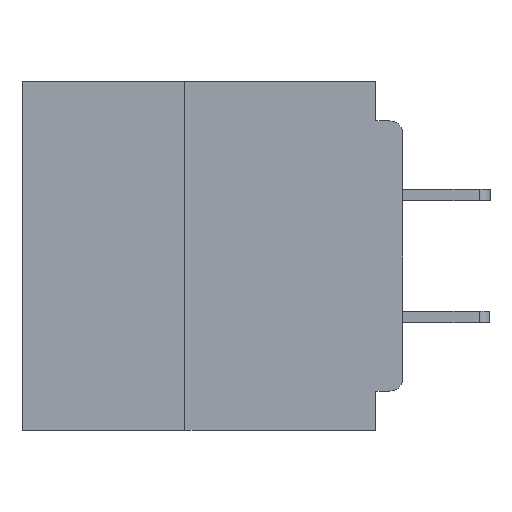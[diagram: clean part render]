
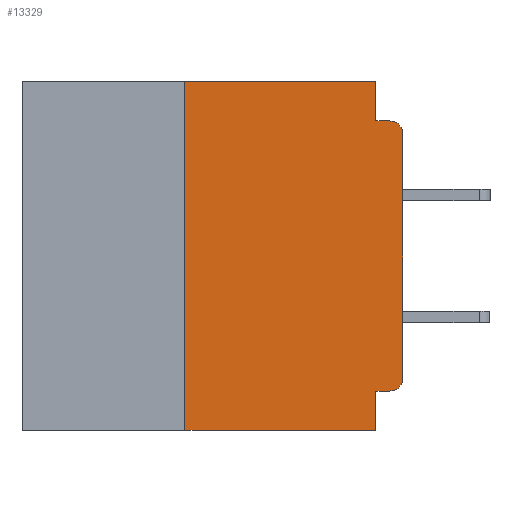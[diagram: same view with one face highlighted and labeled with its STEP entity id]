
A CAD part, left-side view. The second image highlights one B-rep face of the part: STEP entity #13329.
In plain terms, the highlighted planar face has unit normal (-1, 0, 0).
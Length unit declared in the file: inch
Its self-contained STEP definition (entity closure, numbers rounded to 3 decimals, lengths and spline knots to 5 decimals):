
#203 = CIRCLE ( 'NONE', #4697, 0.015 ) ;
#648 = VERTEX_POINT ( 'NONE', #48009 ) ;
#747 = CARTESIAN_POINT ( 'NONE',  ( 0., 0.25, 0. ) ) ;
#1263 = ORIENTED_EDGE ( 'NONE', *, *, #39124, .T. ) ;
#1403 = DIRECTION ( 'NONE',  ( 0., 0., -1. ) ) ;
#1614 = VECTOR ( 'NONE', #17393, 39.37008 ) ;
#2760 = VERTEX_POINT ( 'NONE', #747 ) ;
#3458 = ORIENTED_EDGE ( 'NONE', *, *, #13097, .F. ) ;
#3995 = LINE ( 'NONE', #13472, #1614 ) ;
#4676 = DIRECTION ( 'NONE',  ( 0., -1., 0. ) ) ;
#4697 = AXIS2_PLACEMENT_3D ( 'NONE', #46460, #24003, #1403 ) ;
#4747 = CARTESIAN_POINT ( 'NONE',  ( 0., 0.437, -0.4 ) ) ;
#4766 = CARTESIAN_POINT ( 'NONE',  ( 0., 0.031, 0. ) ) ;
#4945 = CARTESIAN_POINT ( 'NONE',  ( 0., 0., -0.355 ) ) ;
#4960 = ORIENTED_EDGE ( 'NONE', *, *, #45279, .T. ) ;
#5419 = CARTESIAN_POINT ( 'NONE',  ( 0., 0.25, -0.4 ) ) ;
#5557 = EDGE_CURVE ( 'NONE', #42547, #35173, #45976, .T. ) ;
#5644 = ORIENTED_EDGE ( 'NONE', *, *, #34256, .F. ) ;
#5772 = LINE ( 'NONE', #23422, #24598 ) ;
#5984 = PLANE ( 'NONE',  #6216 ) ;
#6216 = AXIS2_PLACEMENT_3D ( 'NONE', #32290, #36065, #13581 ) ;
#6336 = FACE_OUTER_BOUND ( 'NONE', #29854, .T. ) ;
#7101 = CARTESIAN_POINT ( 'NONE',  ( 0., 0.031, -0.045 ) ) ;
#8497 = DIRECTION ( 'NONE',  ( 0., -1., 0. ) ) ;
#9166 = DIRECTION ( 'NONE',  ( 0., 0., 1. ) ) ;
#9539 = DIRECTION ( 'NONE',  ( 0., 0., -1. ) ) ;
#10944 = VECTOR ( 'NONE', #31095, 39.37008 ) ;
#12311 = VERTEX_POINT ( 'NONE', #34196 ) ;
#12868 = CARTESIAN_POINT ( 'NONE',  ( 0., 0.015, -0.045 ) ) ;
#13097 = EDGE_CURVE ( 'NONE', #2760, #20732, #5772, .T. ) ;
#13329 = ADVANCED_FACE ( 'NONE', ( #6336 ), #5984, .F. ) ;
#13472 = CARTESIAN_POINT ( 'NONE',  ( 0., 0., -0.045 ) ) ;
#13581 = DIRECTION ( 'NONE',  ( 0., 0., -1. ) ) ;
#13823 = VERTEX_POINT ( 'NONE', #12868 ) ;
#14355 = CARTESIAN_POINT ( 'NONE',  ( 0., 0.031, 0. ) ) ;
#14357 = LINE ( 'NONE', #28472, #33138 ) ;
#15525 = EDGE_CURVE ( 'NONE', #648, #13823, #203, .T. ) ;
#16067 = VECTOR ( 'NONE', #31258, 39.37008 ) ;
#17334 = EDGE_CURVE ( 'NONE', #12311, #2760, #26093, .T. ) ;
#17393 = DIRECTION ( 'NONE',  ( 0., -1., 0. ) ) ;
#18388 = ORIENTED_EDGE ( 'NONE', *, *, #44159, .T. ) ;
#19083 = VECTOR ( 'NONE', #8497, 39.37008 ) ;
#20284 = ORIENTED_EDGE ( 'NONE', *, *, #15525, .T. ) ;
#20732 = VERTEX_POINT ( 'NONE', #14355 ) ;
#21946 = CARTESIAN_POINT ( 'NONE',  ( 0., 0.015, -0.34 ) ) ;
#23190 = DIRECTION ( 'NONE',  ( 0., 0., 1. ) ) ;
#23422 = CARTESIAN_POINT ( 'NONE',  ( 0., 0.437, 0. ) ) ;
#23554 = ORIENTED_EDGE ( 'NONE', *, *, #33121, .F. ) ;
#24003 = DIRECTION ( 'NONE',  ( -1., 0., 0. ) ) ;
#24598 = VECTOR ( 'NONE', #4676, 39.37008 ) ;
#25097 = LINE ( 'NONE', #45683, #45043 ) ;
#25753 = DIRECTION ( 'NONE',  ( 0., 0., -1. ) ) ;
#26093 = LINE ( 'NONE', #5419, #44851 ) ;
#28472 = CARTESIAN_POINT ( 'NONE',  ( 0., 0.031, -0.4 ) ) ;
#29854 = EDGE_LOOP ( 'NONE', ( #18388, #20284, #23554, #5644, #3458, #43992, #1263, #36877, #33620, #4960 ) ) ;
#30762 = CARTESIAN_POINT ( 'NONE',  ( 0., 0., -0.34 ) ) ;
#30987 = LINE ( 'NONE', #4766, #10944 ) ;
#31095 = DIRECTION ( 'NONE',  ( 0., 0., -1. ) ) ;
#31258 = DIRECTION ( 'NONE',  ( 0., 1., 0. ) ) ;
#31329 = CARTESIAN_POINT ( 'NONE',  ( 0., 0.031, -0.4 ) ) ;
#31757 = EDGE_CURVE ( 'NONE', #35173, #42573, #14357, .T. ) ;
#32290 = CARTESIAN_POINT ( 'NONE',  ( 0., 0.437, 0. ) ) ;
#33121 = EDGE_CURVE ( 'NONE', #34966, #13823, #3995, .T. ) ;
#33138 = VECTOR ( 'NONE', #9539, 39.37008 ) ;
#33620 = ORIENTED_EDGE ( 'NONE', *, *, #5557, .F. ) ;
#34196 = CARTESIAN_POINT ( 'NONE',  ( 0., 0.25, -0.4 ) ) ;
#34256 = EDGE_CURVE ( 'NONE', #20732, #34966, #30987, .T. ) ;
#34560 = CARTESIAN_POINT ( 'NONE',  ( 0., 0.031, -0.355 ) ) ;
#34966 = VERTEX_POINT ( 'NONE', #7101 ) ;
#35173 = VERTEX_POINT ( 'NONE', #34560 ) ;
#36065 = DIRECTION ( 'NONE',  ( 1., 0., 0. ) ) ;
#36877 = ORIENTED_EDGE ( 'NONE', *, *, #31757, .F. ) ;
#37598 = VERTEX_POINT ( 'NONE', #30762 ) ;
#39124 = EDGE_CURVE ( 'NONE', #12311, #42573, #47858, .T. ) ;
#40329 = CIRCLE ( 'NONE', #44258, 0.015 ) ;
#42547 = VERTEX_POINT ( 'NONE', #46230 ) ;
#42573 = VERTEX_POINT ( 'NONE', #31329 ) ;
#43992 = ORIENTED_EDGE ( 'NONE', *, *, #17334, .F. ) ;
#44159 = EDGE_CURVE ( 'NONE', #37598, #648, #25097, .T. ) ;
#44258 = AXIS2_PLACEMENT_3D ( 'NONE', #21946, #48200, #25753 ) ;
#44851 = VECTOR ( 'NONE', #9166, 39.37008 ) ;
#45043 = VECTOR ( 'NONE', #23190, 39.37008 ) ;
#45279 = EDGE_CURVE ( 'NONE', #42547, #37598, #40329, .T. ) ;
#45683 = CARTESIAN_POINT ( 'NONE',  ( 0., 0., 0. ) ) ;
#45976 = LINE ( 'NONE', #4945, #16067 ) ;
#46230 = CARTESIAN_POINT ( 'NONE',  ( 0., 0.015, -0.355 ) ) ;
#46460 = CARTESIAN_POINT ( 'NONE',  ( 0., 0.015, -0.06 ) ) ;
#47858 = LINE ( 'NONE', #4747, #19083 ) ;
#48009 = CARTESIAN_POINT ( 'NONE',  ( 0., 0., -0.06 ) ) ;
#48200 = DIRECTION ( 'NONE',  ( -1., 0., 0. ) ) ;
